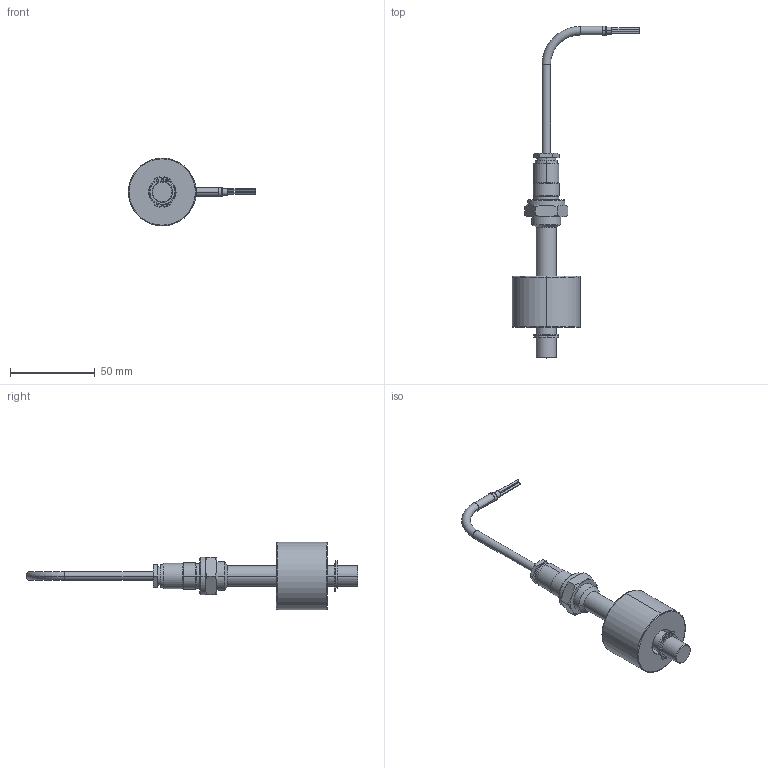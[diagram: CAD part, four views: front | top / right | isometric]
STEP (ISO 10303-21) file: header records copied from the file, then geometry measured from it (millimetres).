
FILE_DESCRIPTION (( 'STEP AP214' ), '1' );
FILE_NAME ('P35.STEP', '2020-02-12T15:44:47', ( '' ), ( '' ), 'SwSTEP 2.0', 'SolidWorks 2019', '' );
FILE_SCHEMA (( 'AUTOMOTIVE_DESIGN' ));
Length unit declared in the file: millimetre
Products named in the file (1): P35
Bounding box: 75 x 195.4 x 40 mm (x, y, z)
Surface area: 16520.9 mm2 (no closed solid volume)
Topology: 0 solids, 8 shells, 158 faces, 373 edges, 235 vertices
Faces by surface type: cylinder 74, plane 40, cone 30, torus 14
Entity records: 6444 total; most frequent: CARTESIAN_POINT 979, DIRECTION 862, ORIENTED_EDGE 682, EDGE_CURVE 373, AXIS2_PLACEMENT_3D 366, VERTEX_POINT 235, CIRCLE 207, EDGE_LOOP 178
